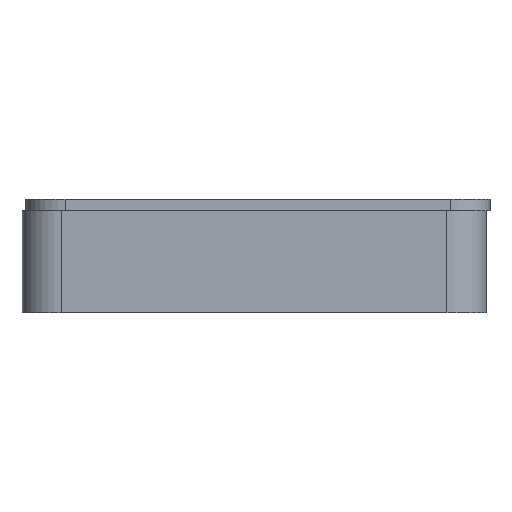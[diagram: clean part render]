
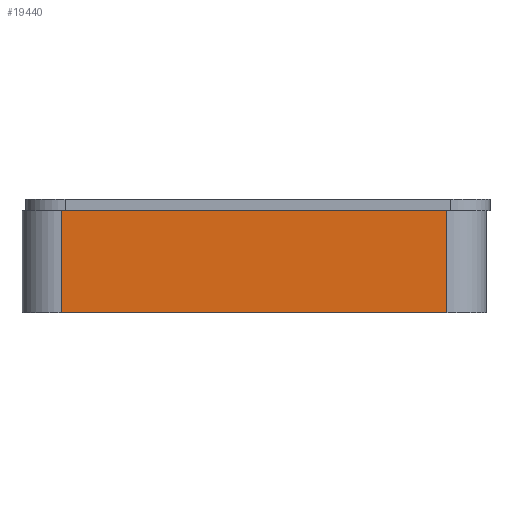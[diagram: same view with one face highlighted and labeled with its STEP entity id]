
A CAD part, left-side view. The second image highlights one B-rep face of the part: STEP entity #19440.
In plain terms, the highlighted face is planar.
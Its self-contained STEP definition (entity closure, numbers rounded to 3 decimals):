
#1954=PLANE('',#20576);
#2391=FACE_OUTER_BOUND('',#3482,.T.);
#3482=EDGE_LOOP('',(#13356,#13357,#13358,#13359));
#4731=LINE('',#24260,#6447);
#4732=LINE('',#24263,#6448);
#4744=LINE('',#24301,#6460);
#4745=LINE('',#24302,#6461);
#6447=VECTOR('',#21232,10.);
#6448=VECTOR('',#21235,10.);
#6460=VECTOR('',#21263,10.);
#6461=VECTOR('',#21264,10.);
#8302=VERTEX_POINT('',#24253);
#8305=VERTEX_POINT('',#24258);
#8306=VERTEX_POINT('',#24262);
#8324=VERTEX_POINT('',#24300);
#10317=EDGE_CURVE('',#8305,#8302,#4731,.T.);
#10318=EDGE_CURVE('',#8302,#8306,#4732,.T.);
#10337=EDGE_CURVE('',#8305,#8324,#4744,.T.);
#10338=EDGE_CURVE('',#8306,#8324,#4745,.T.);
#13356=ORIENTED_EDGE('',*,*,#10317,.F.);
#13357=ORIENTED_EDGE('',*,*,#10337,.T.);
#13358=ORIENTED_EDGE('',*,*,#10338,.F.);
#13359=ORIENTED_EDGE('',*,*,#10318,.F.);
#19440=ADVANCED_FACE('',(#2391),#1954,.T.);
#20576=AXIS2_PLACEMENT_3D('',#24299,#21261,#21262);
#21232=DIRECTION('',(0.,0.,1.));
#21235=DIRECTION('',(0.,1.,0.));
#21261=DIRECTION('center_axis',(1.,0.,0.));
#21262=DIRECTION('ref_axis',(0.,1.,0.));
#21263=DIRECTION('',(0.,1.,0.));
#21264=DIRECTION('',(0.,0.,-1.));
#24253=CARTESIAN_POINT('',(72.4,-5.5,13.));
#24258=CARTESIAN_POINT('',(72.4,-5.5,0.));
#24260=CARTESIAN_POINT('',(72.4,-5.5,0.));
#24262=CARTESIAN_POINT('',(72.4,43.6,13.));
#24263=CARTESIAN_POINT('',(72.4,-10.5,13.));
#24299=CARTESIAN_POINT('Origin',(72.4,-10.5,0.));
#24300=CARTESIAN_POINT('',(72.4,43.6,0.));
#24301=CARTESIAN_POINT('',(72.4,-10.5,0.));
#24302=CARTESIAN_POINT('',(72.4,43.6,0.));
